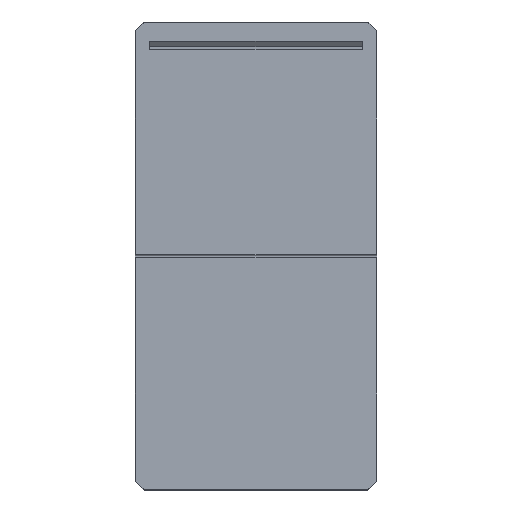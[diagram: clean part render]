
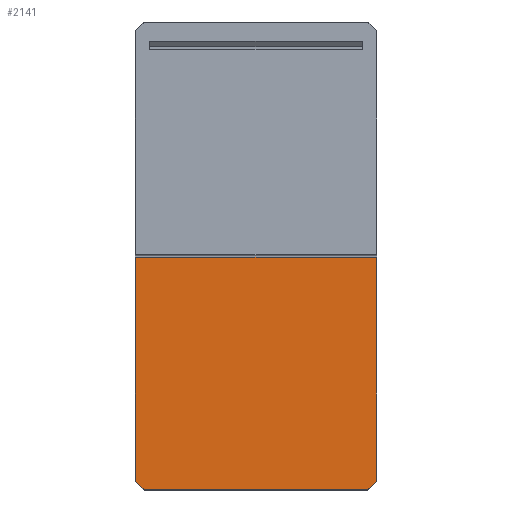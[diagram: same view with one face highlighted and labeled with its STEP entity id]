
A CAD part, front view. The second image highlights one B-rep face of the part: STEP entity #2141.
In plain terms, the highlighted planar face has unit normal (0, -1, 0).
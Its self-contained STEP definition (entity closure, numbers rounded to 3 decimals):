
#382=FACE_OUTER_BOUND('',#527,.T.);
#527=EDGE_LOOP('',(#1897,#1898,#1899,#1900,#1901,#1902));
#605=LINE('',#4425,#774);
#625=LINE('',#4483,#794);
#659=LINE('',#4626,#828);
#662=LINE('',#4667,#831);
#677=LINE('',#4721,#846);
#679=LINE('',#4725,#848);
#774=VECTOR('',#2591,10.);
#794=VECTOR('',#2641,10.);
#828=VECTOR('',#2811,10.);
#831=VECTOR('',#2870,10.);
#846=VECTOR('',#2943,10.);
#848=VECTOR('',#2949,10.);
#958=VERTEX_POINT('',#4422);
#959=VERTEX_POINT('',#4424);
#982=VERTEX_POINT('',#4482);
#1022=VERTEX_POINT('',#4620);
#1029=VERTEX_POINT('',#4648);
#1031=VERTEX_POINT('',#4659);
#1172=EDGE_CURVE('',#959,#958,#605,.T.);
#1202=EDGE_CURVE('',#959,#982,#625,.T.);
#1275=EDGE_CURVE('',#1022,#958,#659,.T.);
#1296=EDGE_CURVE('',#1031,#1029,#662,.T.);
#1325=EDGE_CURVE('',#982,#1031,#677,.T.);
#1327=EDGE_CURVE('',#1029,#1022,#679,.T.);
#1897=ORIENTED_EDGE('',*,*,#1172,.T.);
#1898=ORIENTED_EDGE('',*,*,#1275,.F.);
#1899=ORIENTED_EDGE('',*,*,#1327,.F.);
#1900=ORIENTED_EDGE('',*,*,#1296,.F.);
#1901=ORIENTED_EDGE('',*,*,#1325,.F.);
#1902=ORIENTED_EDGE('',*,*,#1202,.F.);
#2000=PLANE('',#2393);
#2141=ADVANCED_FACE('',(#382),#2000,.F.);
#2393=AXIS2_PLACEMENT_3D('',#4759,#2999,#3000);
#2591=DIRECTION('',(-1.,0.,0.));
#2641=DIRECTION('',(0.,0.,-1.));
#2811=DIRECTION('',(0.,0.,1.));
#2870=DIRECTION('',(-1.,0.,0.));
#2943=DIRECTION('',(-0.707,0.,-0.707));
#2949=DIRECTION('',(-0.707,0.,0.707));
#2999=DIRECTION('center_axis',(0.,1.,0.));
#3000=DIRECTION('ref_axis',(0.,0.,1.));
#4422=CARTESIAN_POINT('',(-42.4,0.,-0.5));
#4424=CARTESIAN_POINT('',(42.4,0.,-0.5));
#4425=CARTESIAN_POINT('',(21.25,0.,-0.5));
#4482=CARTESIAN_POINT('',(42.4,0.,-79.459));
#4483=CARTESIAN_POINT('',(42.4,0.,41.25));
#4620=CARTESIAN_POINT('',(-42.4,0.,-79.459));
#4626=CARTESIAN_POINT('',(-42.4,0.,-41.25));
#4648=CARTESIAN_POINT('',(-39.459,0.,-82.4));
#4659=CARTESIAN_POINT('',(39.459,0.,-82.4));
#4667=CARTESIAN_POINT('',(21.25,0.,-82.4));
#4721=CARTESIAN_POINT('',(50.929,0.,-70.929));
#4725=CARTESIAN_POINT('',(-50.929,0.,-70.929));
#4759=CARTESIAN_POINT('Origin',(0.,0.,0.));
